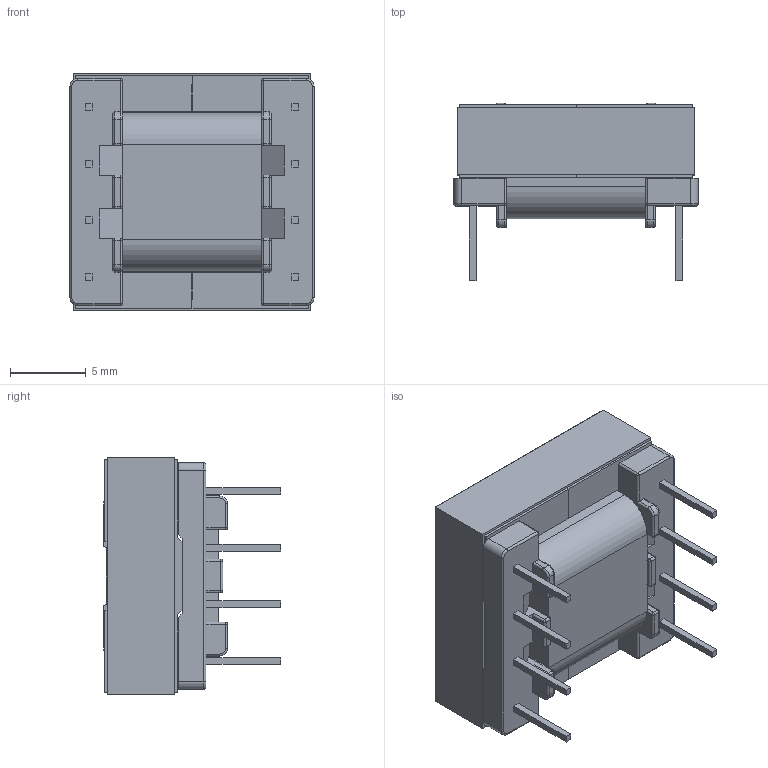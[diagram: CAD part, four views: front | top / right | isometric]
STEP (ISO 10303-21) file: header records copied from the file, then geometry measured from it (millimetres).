
FILE_DESCRIPTION (( 'STEP AP214' ), '1' );
FILE_NAME ('EFD15_2745.STEP', '2019-01-31T18:02:18', ( '' ), ( '' ), 'SwSTEP 2.0', 'SolidWorks 2017', '' );
FILE_SCHEMA (( 'AUTOMOTIVE_DESIGN' ));
Length unit declared in the file: millimetre
Products named in the file (5): 440-9989-2078; 150-2078_6B; 070-2745_coil; 070-2745_6K; EFD15_2745
Assembly tree (5 placements, depth 2):
  EFD15_2745
    070-2745_6K
    070-2745_coil
    150-2078_6B  x2
    440-9989-2078
Bounding box: 16.14 x 11.71 x 15.72 mm (x, y, z)
Volume: 1542.9 mm3; surface area: 3019.7 mm2
Topology: 5 solids, 5 shells, 328 faces, 836 edges, 500 vertices
Faces by surface type: plane 181, cylinder 104, sphere 24, torus 19
Entity records: 9771 total; most frequent: DIRECTION 1563, CARTESIAN_POINT 1556, ORIENTED_EDGE 1492, EDGE_CURVE 746, VECTOR 525, LINE 525, AXIS2_PLACEMENT_3D 519, VERTEX_POINT 456
